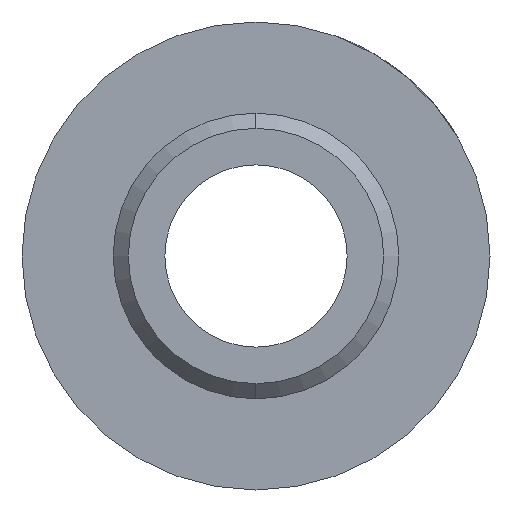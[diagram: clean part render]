
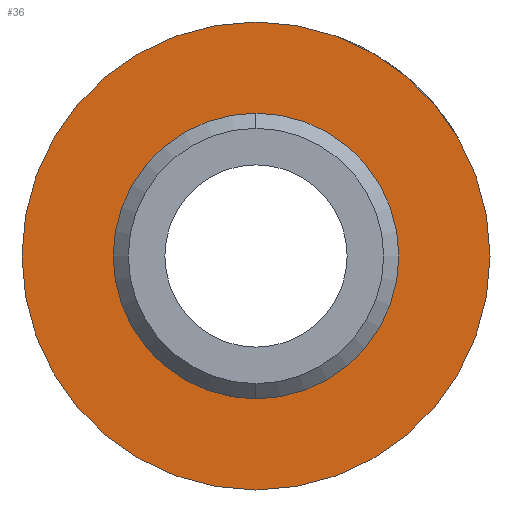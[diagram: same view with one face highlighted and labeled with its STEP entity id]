
A CAD part, left-side view. The second image highlights one B-rep face of the part: STEP entity #36.
In plain terms, the highlighted planar face has unit normal (-1, 0, 0).
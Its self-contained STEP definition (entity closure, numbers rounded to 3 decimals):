
#17 = DIRECTION ( 'NONE',  ( -1., 0., 0. ) ) ;
#36 = ADVANCED_FACE ( 'NONE', ( #5386, #4172 ), #3217, .T. ) ;
#371 = EDGE_LOOP ( 'NONE', ( #2845, #1377 ) ) ;
#376 = CIRCLE ( 'NONE', #3011, 7.7 ) ;
#394 = EDGE_CURVE ( 'NONE', #5311, #928, #4075, .T. ) ;
#430 = DIRECTION ( 'NONE',  ( -1., 0., 0. ) ) ;
#642 = CIRCLE ( 'NONE', #4979, 4.7 ) ;
#715 = DIRECTION ( 'NONE',  ( -1., 0., 0. ) ) ;
#725 = EDGE_CURVE ( 'NONE', #928, #5311, #376, .T. ) ;
#796 = ORIENTED_EDGE ( 'NONE', *, *, #394, .T. ) ;
#815 = AXIS2_PLACEMENT_3D ( 'NONE', #3599, #715, #5298 ) ;
#879 = VERTEX_POINT ( 'NONE', #1027 ) ;
#928 = VERTEX_POINT ( 'NONE', #5178 ) ;
#1015 = DIRECTION ( 'NONE',  ( -1., 0., 0. ) ) ;
#1027 = CARTESIAN_POINT ( 'NONE',  ( 18., 0., -4.7 ) ) ;
#1180 = CARTESIAN_POINT ( 'NONE',  ( 18., 0., 0. ) ) ;
#1377 = ORIENTED_EDGE ( 'NONE', *, *, #2483, .F. ) ;
#1583 = VERTEX_POINT ( 'NONE', #5469 ) ;
#1643 = DIRECTION ( 'NONE',  ( 0., 0., 1. ) ) ;
#1693 = AXIS2_PLACEMENT_3D ( 'NONE', #1180, #430, #1643 ) ;
#1881 = EDGE_LOOP ( 'NONE', ( #796, #3833 ) ) ;
#2216 = CARTESIAN_POINT ( 'NONE',  ( 18., 0., 0. ) ) ;
#2483 = EDGE_CURVE ( 'NONE', #879, #1583, #642, .T. ) ;
#2548 = DIRECTION ( 'NONE',  ( -1., 0., 0. ) ) ;
#2772 = EDGE_CURVE ( 'NONE', #1583, #879, #4533, .T. ) ;
#2845 = ORIENTED_EDGE ( 'NONE', *, *, #2772, .F. ) ;
#3011 = AXIS2_PLACEMENT_3D ( 'NONE', #3428, #2548, #4241 ) ;
#3217 = PLANE ( 'NONE',  #815 ) ;
#3428 = CARTESIAN_POINT ( 'NONE',  ( 18., 0., 0. ) ) ;
#3599 = CARTESIAN_POINT ( 'NONE',  ( 18., 0., 0. ) ) ;
#3833 = ORIENTED_EDGE ( 'NONE', *, *, #725, .T. ) ;
#4075 = CIRCLE ( 'NONE', #1693, 7.7 ) ;
#4172 = FACE_BOUND ( 'NONE', #371, .T. ) ;
#4241 = DIRECTION ( 'NONE',  ( 0., 0., 1. ) ) ;
#4272 = AXIS2_PLACEMENT_3D ( 'NONE', #2216, #17, #4661 ) ;
#4533 = CIRCLE ( 'NONE', #4272, 4.7 ) ;
#4661 = DIRECTION ( 'NONE',  ( 0., 0., 1. ) ) ;
#4849 = CARTESIAN_POINT ( 'NONE',  ( 18., 0., 0. ) ) ;
#4979 = AXIS2_PLACEMENT_3D ( 'NONE', #4849, #1015, #5242 ) ;
#4996 = CARTESIAN_POINT ( 'NONE',  ( 18., 0., 7.7 ) ) ;
#5178 = CARTESIAN_POINT ( 'NONE',  ( 18., 0., -7.7 ) ) ;
#5242 = DIRECTION ( 'NONE',  ( 0., 0., 1. ) ) ;
#5298 = DIRECTION ( 'NONE',  ( 0., 0., 1. ) ) ;
#5311 = VERTEX_POINT ( 'NONE', #4996 ) ;
#5386 = FACE_OUTER_BOUND ( 'NONE', #1881, .T. ) ;
#5469 = CARTESIAN_POINT ( 'NONE',  ( 18., 0., 4.7 ) ) ;
